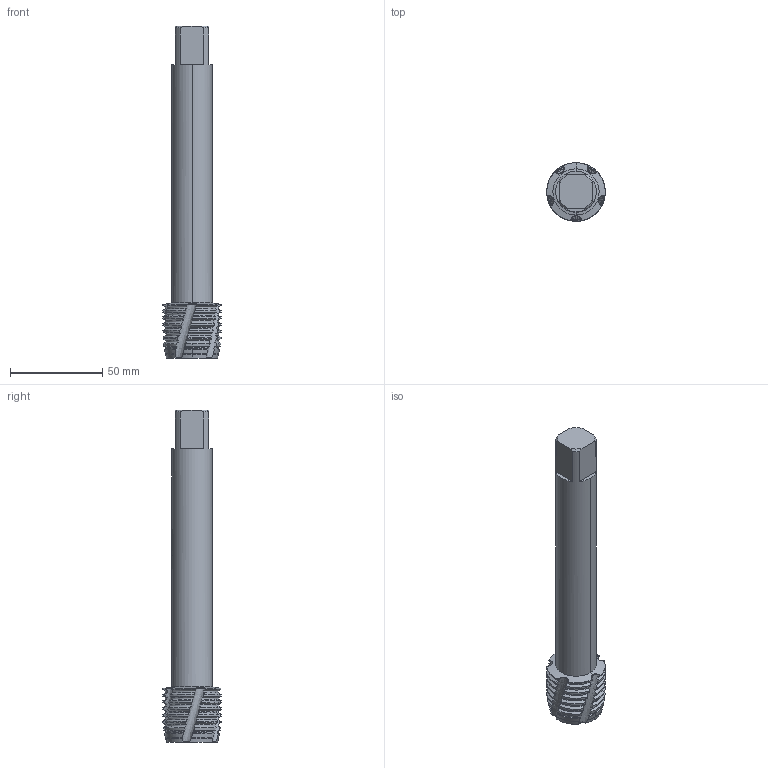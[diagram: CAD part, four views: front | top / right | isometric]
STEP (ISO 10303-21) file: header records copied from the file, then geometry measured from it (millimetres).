
FILE_DESCRIPTION(('no description'),'unknown implementation level');
FILE_NAME('solidGMH2aOvJO4Shkc5XbQVTD6fv_nc_1.STP',' ',('CIM GmbH Aachen'),('CADClick - KiM GmbH - www.kimweb.de'),'unknown preprocess','ACIS','unknown authorization');
FILE_SCHEMA(('automotive_design'));
Length unit declared in the file: millimetre
Products named in the file (2): 1; 2
Bounding box: 31.75 x 31.75 x 180 mm (x, y, z)
Volume: 75453.2 mm3; surface area: 20540.7 mm2
Topology: 2 solids, 2 shells, 340 faces, 991 edges, 655 vertices
Faces by surface type: cone 124, cylinder 104, bspline 80, plane 17, revolution 15
Entity records: 33179 total; most frequent: CARTESIAN_POINT 14375, STYLED_ITEM 1988, PRESENTATION_STYLE_ASSIGNMENT 1988, COLOUR_RGB 1988, ORIENTED_EDGE 1982, DIRECTION 1176, EDGE_CURVE 991, CURVE_STYLE 991
